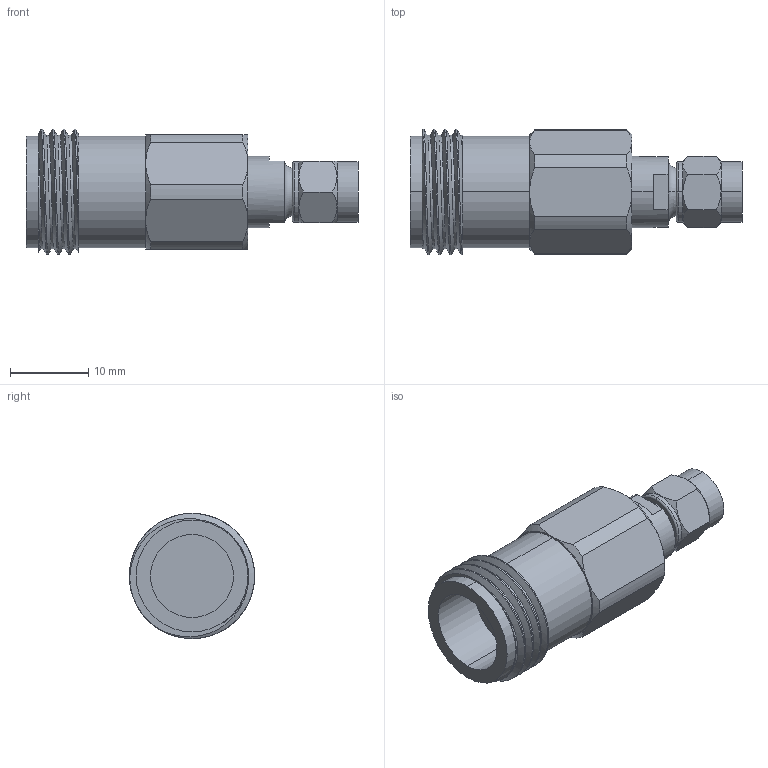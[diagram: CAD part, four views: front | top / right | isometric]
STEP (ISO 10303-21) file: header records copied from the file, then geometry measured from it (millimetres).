
FILE_DESCRIPTION (( 'STEP AP203' ), '1' );
FILE_NAME ('FMAD1329_3D.STEP', '2022-03-18T17:21:24', ( '' ), ( '' ), 'SwSTEP 2.0', 'SolidWorks 2021', '' );
FILE_SCHEMA (( 'CONFIG_CONTROL_DESIGN' ));
Length unit declared in the file: inch
Products named in the file (1): FMAD1329_3D
Bounding box: 42.42 x 16 x 16 mm (x, y, z)
Volume: 4910.1 mm3; surface area: 2667.4 mm2
Topology: 1 solids, 1 shells, 87 faces, 223 edges, 146 vertices
Faces by surface type: plane 32, cylinder 30, cone 18, torus 4, bspline 3
Entity records: 4614 total; most frequent: CARTESIAN_POINT 2503, ORIENTED_EDGE 446, DIRECTION 399, EDGE_CURVE 223, AXIS2_PLACEMENT_3D 159, VERTEX_POINT 146, EDGE_LOOP 95, ADVANCED_FACE 87
